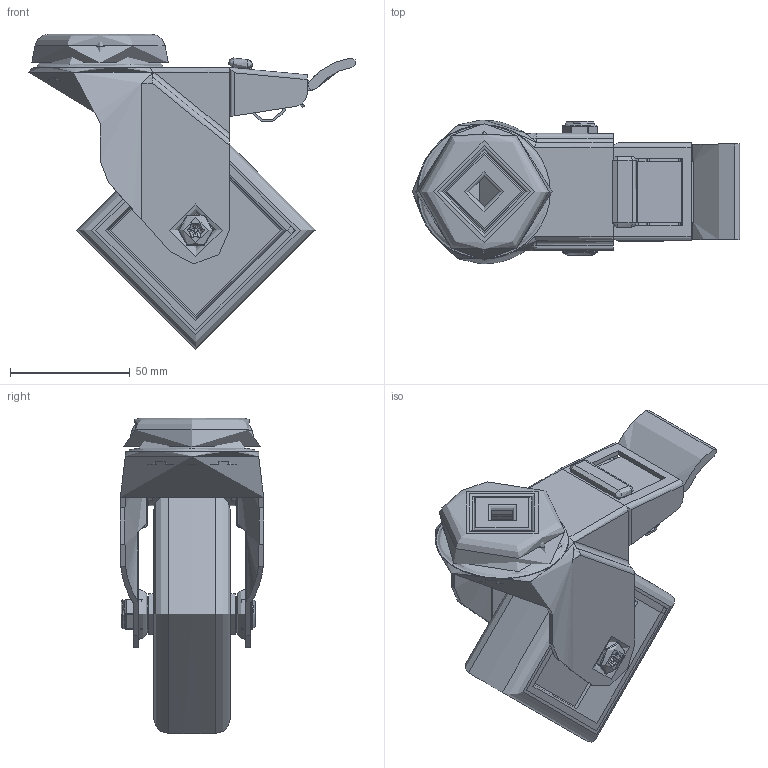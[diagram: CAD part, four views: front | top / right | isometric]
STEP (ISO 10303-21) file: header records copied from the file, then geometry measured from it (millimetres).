
FILE_DESCRIPTION(/* description */ ('','CAx-IF Rec.Pracs.---Representation and Presentation of Product Manufacturing Information (PMI)---4.0---2014-10-13'),/* implementation_level */ '2;1');
FILE_NAME(/* name */ 'BZM100GRECBH12SWB.step',/* time_stamp */ '2025-02-25T16:48:16Z',/* author */ (''),/* organization */ (''),/* preprocessor_version */ 'ST-DEVELOPER v20',/* originating_system */ 'Autodesk Translation Framework v13.20.0.188',/* authorisation */ '');
FILE_SCHEMA (('AP242_MANAGED_MODEL_BASED_3D_ENGINEERING_MIM_LF { 1 0 10303 442 1 1 4 }'));
Length unit declared in the file: millimetre
Products named in the file (20): BZM100GRECBH12SWB; BZM100ASBH12SWB v1; ZINC PLATED PRESSED STEEL HEAD; ZINC PLATED PRESSED STEEL FORKS; ZINC PLATED PRESSED STEEL BRAKE; BLACK NYLON BRAKE PEDAL; BRAKE PAD; BZM100WGREC v1; 85 SHORE A ELECTRICALLY CONDUCTIVE RUBBER; NYLON RIM; NYLON RIM Geometry; SPOT; TUBEM10X37 v1; ZINC PLATED AXLE TUBE; BOLTBZM8MM v2; ZINC PLATED AXLE BOLT; NYLOCM8Z v1; NYLOC NUT; NUT; RUBBER
Assembly tree (19 placements, depth 4):
  BZM100GRECBH12SWB
    BZM100ASBH12SWB v1
      ZINC PLATED PRESSED STEEL HEAD
      ZINC PLATED PRESSED STEEL FORKS
      ZINC PLATED PRESSED STEEL BRAKE
      BLACK NYLON BRAKE PEDAL
      BRAKE PAD
    BZM100WGREC v1
      85 SHORE A ELECTRICALLY CONDUCTIVE RUBBER
      NYLON RIM
        NYLON RIM Geometry
        SPOT
    TUBEM10X37 v1
      ZINC PLATED AXLE TUBE
    BOLTBZM8MM v2
      ZINC PLATED AXLE BOLT
    NYLOCM8Z v1
      NYLOC NUT
        NUT
        RUBBER
Bounding box: 136.85 x 60 x 131.98 mm (x, y, z)
Volume: 203969.4 mm3; surface area: 106046.3 mm2
Topology: 12 solids, 12 shells, 488 faces, 1189 edges, 730 vertices
Faces by surface type: plane 210, cylinder 174, torus 40, bspline 35, sphere 22, cone 7
Full cylindrical faces by diameter (mm): 3 x2, 6.446 x2, 7.866 x4, 8 x3, 8.2 x1, 8.3 x1, 8.6 x2, 10 x2, 10.1 x1, 10.3 x1, 12.1 x1, 12.6 x1, 17 x2, 30 x1, 48 x1, 83.5 x2
Entity records: 21989 total; most frequent: CARTESIAN_POINT 9941, DIRECTION 2546, ORIENTED_EDGE 2358, EDGE_CURVE 1179, AXIS2_PLACEMENT_3D 992, VERTEX_POINT 730, LINE 562, VECTOR 562
